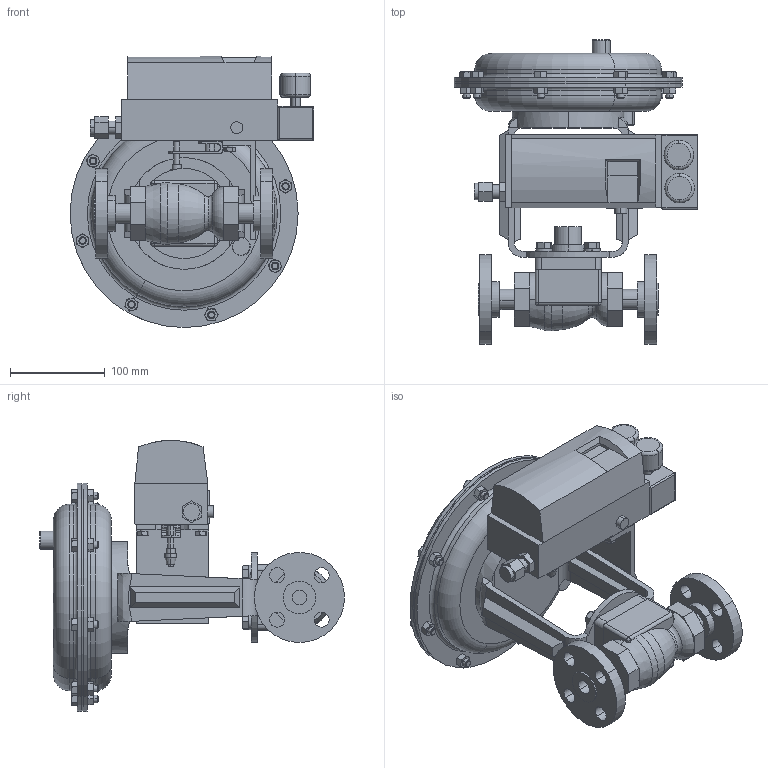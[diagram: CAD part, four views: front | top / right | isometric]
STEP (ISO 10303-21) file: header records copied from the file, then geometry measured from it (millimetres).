
FILE_DESCRIPTION (( 'STEP AP203' ), '1' );
FILE_NAME ('78SP-050-BR+CS+S6-F3-35M-16IQ.step', '2017-09-25T17:07:00', ( '' ), ( '' ), 'SwSTEP 2.0', 'SolidWorks 2014', '' );
FILE_SCHEMA (( 'CONFIG_CONTROL_DESIGN' ));
Length unit declared in the file: inch
Products named in the file (1): 78SP-050-BR+CS+S6-F3-35M-16IQ
Bounding box: 258.03 x 322.12 x 286.74 mm (x, y, z)
Volume: 4257055.1 mm3; surface area: 389127.1 mm2
Topology: 4 solids, 4 shells, 808 faces, 1912 edges, 1170 vertices
Faces by surface type: plane 389, cone 206, cylinder 182, torus 21, sphere 6, bspline 4
Entity records: 24964 total; most frequent: CARTESIAN_POINT 6710, ORIENTED_EDGE 3808, DIRECTION 3696, EDGE_CURVE 1904, AXIS2_PLACEMENT_3D 1417, VERTEX_POINT 1170, EDGE_LOOP 910, VECTOR 862
